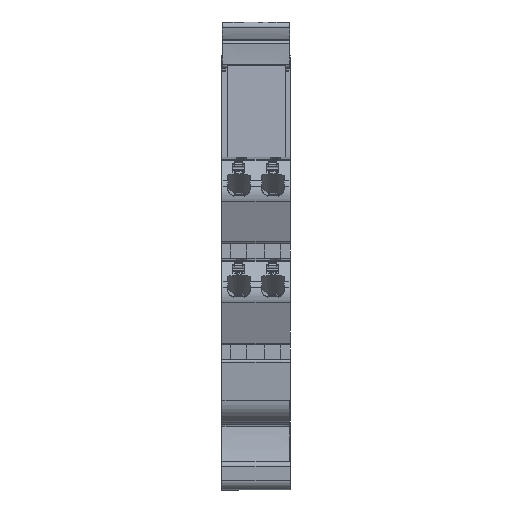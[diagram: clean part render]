
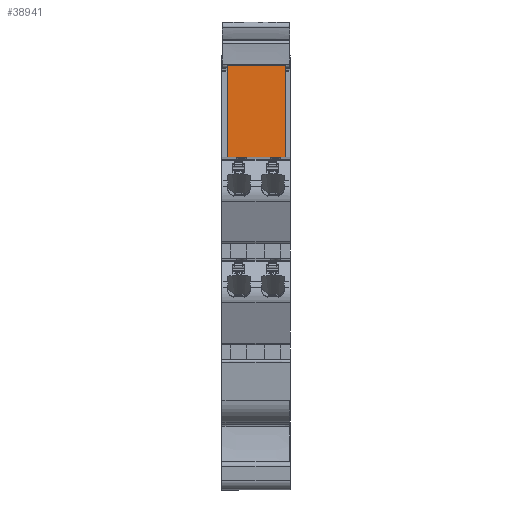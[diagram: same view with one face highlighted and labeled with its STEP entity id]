
A CAD part, front view. The second image highlights one B-rep face of the part: STEP entity #38941.
In plain terms, the highlighted planar face has unit normal (0, -0.999, 0.035).
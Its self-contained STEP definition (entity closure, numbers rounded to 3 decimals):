
#38928=AXIS2_PLACEMENT_3D('Plane Axis2P3D',#38925,#38926,#38927) ;
#38820=CARTESIAN_POINT('Vertex',(11.85,18.935,62.45)) ;
#38823=CARTESIAN_POINT('Line Origine',(6.4,18.935,62.45)) ;
#38827=CARTESIAN_POINT('Vertex',(0.95,18.935,62.45)) ;
#38866=CARTESIAN_POINT('Vertex',(11.85,19.535,79.65)) ;
#38869=CARTESIAN_POINT('Line Origine',(11.85,19.235,71.05)) ;
#38889=CARTESIAN_POINT('Line Origine',(0.95,19.235,71.05)) ;
#38893=CARTESIAN_POINT('Vertex',(0.95,19.535,79.65)) ;
#38925=CARTESIAN_POINT('Axis2P3D Location',(11.85,18.935,62.45)) ;
#38930=CARTESIAN_POINT('Line Origine',(6.4,19.535,79.65)) ;
#38824=DIRECTION('Vector Direction',(-1.,0.,0.)) ;
#38870=DIRECTION('Vector Direction',(0.,0.035,0.999)) ;
#38890=DIRECTION('Vector Direction',(0.,0.035,0.999)) ;
#38926=DIRECTION('Axis2P3D Direction',(0.,-0.999,0.035)) ;
#38927=DIRECTION('Axis2P3D XDirection',(0.,0.035,0.999)) ;
#38931=DIRECTION('Vector Direction',(-1.,0.,0.)) ;
#38825=VECTOR('Line Direction',#38824,1.) ;
#38871=VECTOR('Line Direction',#38870,1.) ;
#38891=VECTOR('Line Direction',#38890,1.) ;
#38932=VECTOR('Line Direction',#38931,1.) ;
#38936=ORIENTED_EDGE('',*,*,#38895,.T.) ;
#38937=ORIENTED_EDGE('',*,*,#38829,.F.) ;
#38938=ORIENTED_EDGE('',*,*,#38873,.F.) ;
#38939=ORIENTED_EDGE('',*,*,#38934,.F.) ;
#38941=ADVANCED_FACE('AUSWERFER',(#38940),#38929,.T.) ;
#38829=EDGE_CURVE('',#38821,#38828,#38826,.T.) ;
#38873=EDGE_CURVE('',#38867,#38821,#38872,.F.) ;
#38895=EDGE_CURVE('',#38894,#38828,#38892,.F.) ;
#38934=EDGE_CURVE('',#38894,#38867,#38933,.F.) ;
#38935=EDGE_LOOP('',(#38936,#38937,#38938,#38939)) ;
#38940=FACE_OUTER_BOUND('',#38935,.T.) ;
#38826=LINE('Line',#38823,#38825) ;
#38872=LINE('Line',#38869,#38871) ;
#38892=LINE('Line',#38889,#38891) ;
#38933=LINE('Line',#38930,#38932) ;
#38929=PLANE('',#38928) ;
#38821=VERTEX_POINT('',#38820) ;
#38828=VERTEX_POINT('',#38827) ;
#38867=VERTEX_POINT('',#38866) ;
#38894=VERTEX_POINT('',#38893) ;
